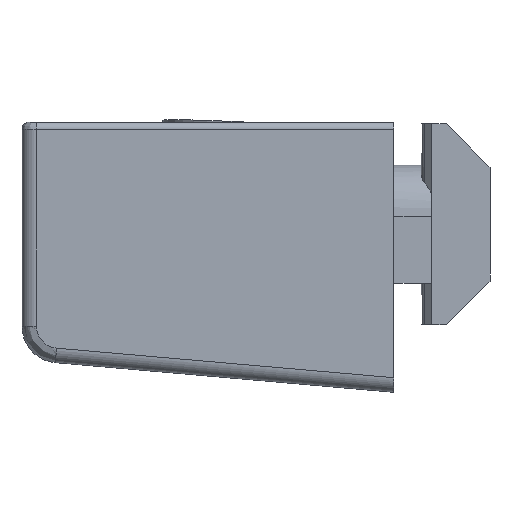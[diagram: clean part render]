
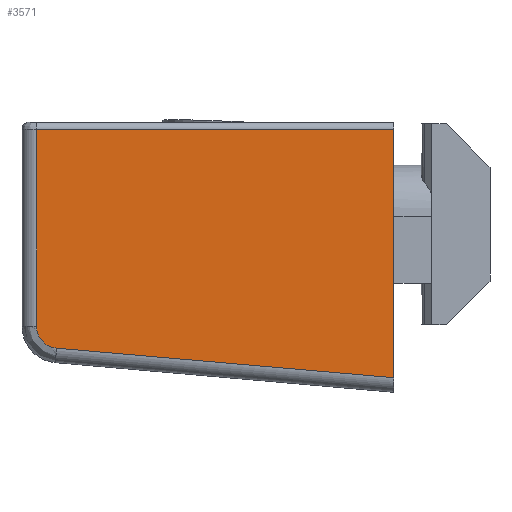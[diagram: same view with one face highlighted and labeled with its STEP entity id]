
A CAD part, left-side view. The second image highlights one B-rep face of the part: STEP entity #3571.
In plain terms, the highlighted planar face has unit normal (-1, 0, 0).
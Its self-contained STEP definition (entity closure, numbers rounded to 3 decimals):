
#41 = EDGE_LOOP ( 'NONE', ( #2683, #1449, #5407, #6262, #6271 ) ) ;
#177 = VECTOR ( 'NONE', #338, 1000. ) ;
#191 = CARTESIAN_POINT ( 'NONE',  ( -18.678, 14.609, 4.872 ) ) ;
#212 = CARTESIAN_POINT ( 'NONE',  ( -18.678, 14.15, 3.787 ) ) ;
#261 = EDGE_CURVE ( 'NONE', #6114, #1646, #4256, .T. ) ;
#264 = CARTESIAN_POINT ( 'NONE',  ( -18.678, 14.609, 18.381 ) ) ;
#338 = DIRECTION ( 'NONE',  ( 0., 0., -1. ) ) ;
#453 = EDGE_CURVE ( 'NONE', #1565, #6114, #3289, .T. ) ;
#506 = VERTEX_POINT ( 'NONE', #4872 ) ;
#573 = VECTOR ( 'NONE', #1276, 1000. ) ;
#601 = EDGE_CURVE ( 'NONE', #1565, #6309, #2472, .T. ) ;
#672 = PLANE ( 'NONE',  #3080 ) ;
#718 = CARTESIAN_POINT ( 'NONE',  ( -18.678, 13.904, 3.598 ) ) ;
#918 = LINE ( 'NONE', #1356, #5904 ) ;
#1035 = CARTESIAN_POINT ( 'NONE',  ( -18.678, 14.609, 4.872 ) ) ;
#1115 = VECTOR ( 'NONE', #1389, 1000. ) ;
#1225 = CARTESIAN_POINT ( 'NONE',  ( -18.678, 13.799, 3.54 ) ) ;
#1276 = DIRECTION ( 'NONE',  ( 0., 1., 0. ) ) ;
#1356 = CARTESIAN_POINT ( 'NONE',  ( -18.678, 13.24, 3.378 ) ) ;
#1389 = DIRECTION ( 'NONE',  ( 0., 0., -1. ) ) ;
#1449 = ORIENTED_EDGE ( 'NONE', *, *, #453, .T. ) ;
#1565 = VERTEX_POINT ( 'NONE', #3443 ) ;
#1646 = VERTEX_POINT ( 'NONE', #1035 ) ;
#1745 = CARTESIAN_POINT ( 'NONE',  ( -18.678, 14.598, 4.648 ) ) ;
#1769 = CARTESIAN_POINT ( 'NONE',  ( -18.678, 13.592, 3.44 ) ) ;
#2253 = CARTESIAN_POINT ( 'NONE',  ( -18.678, 14.544, 4.432 ) ) ;
#2274 = CARTESIAN_POINT ( 'NONE',  ( -18.678, 13.24, 3.378 ) ) ;
#2472 = LINE ( 'NONE', #2917, #1115 ) ;
#2683 = ORIENTED_EDGE ( 'NONE', *, *, #601, .F. ) ;
#2722 = CARTESIAN_POINT ( 'NONE',  ( -18.678, 14.609, -6.119 ) ) ;
#2753 = CARTESIAN_POINT ( 'NONE',  ( -18.678, 14.523, 4.37 ) ) ;
#2769 = FACE_OUTER_BOUND ( 'NONE', #41, .T. ) ;
#2917 = CARTESIAN_POINT ( 'NONE',  ( -18.678, -9.891, -6.119 ) ) ;
#3067 = EDGE_CURVE ( 'NONE', #506, #6309, #918, .T. ) ;
#3080 = AXIS2_PLACEMENT_3D ( 'NONE', #2722, #6320, #3250 ) ;
#3250 = DIRECTION ( 'NONE',  ( 0., 0., 1. ) ) ;
#3254 = CARTESIAN_POINT ( 'NONE',  ( -18.678, 14.609, 4.782 ) ) ;
#3277 = CARTESIAN_POINT ( 'NONE',  ( -18.678, 14.346, 4.002 ) ) ;
#3289 = LINE ( 'NONE', #264, #573 ) ;
#3413 = DIRECTION ( 'NONE',  ( 0., -0.996, -0.087 ) ) ;
#3443 = CARTESIAN_POINT ( 'NONE',  ( -18.678, -9.891, 18.381 ) ) ;
#3502 = B_SPLINE_CURVE_WITH_KNOTS ( 'NONE', 3,
 ( #191, #3254, #1745, #5306, #2253, #5833, #2753, #6346, #3277, #212, #3777, #718, #4309, #1225, #4829, #1769, #5329, #2274 ),
 .UNSPECIFIED., .F., .F.,
 ( 4, 1, 1, 2, 2, 2, 1, 1, 2, 2, 4 ),
 ( 0., 0.125, 0.187, 0.219, 0.25, 0.5, 0.625, 0.687, 0.719, 0.75, 1. ),
 .UNSPECIFIED. ) ;
#3571 = ADVANCED_FACE ( 'NONE', ( #2769 ), #672, .T. ) ;
#3777 = CARTESIAN_POINT ( 'NONE',  ( -18.678, 14.043, 3.691 ) ) ;
#4256 = LINE ( 'NONE', #5428, #177 ) ;
#4309 = CARTESIAN_POINT ( 'NONE',  ( -18.678, 13.841, 3.562 ) ) ;
#4829 = CARTESIAN_POINT ( 'NONE',  ( -18.678, 13.775, 3.528 ) ) ;
#4872 = CARTESIAN_POINT ( 'NONE',  ( -18.678, 13.24, 3.378 ) ) ;
#5293 = CARTESIAN_POINT ( 'NONE',  ( -18.678, 14.609, 18.381 ) ) ;
#5306 = CARTESIAN_POINT ( 'NONE',  ( -18.678, 14.563, 4.496 ) ) ;
#5329 = CARTESIAN_POINT ( 'NONE',  ( -18.678, 13.42, 3.394 ) ) ;
#5407 = ORIENTED_EDGE ( 'NONE', *, *, #261, .T. ) ;
#5428 = CARTESIAN_POINT ( 'NONE',  ( -18.678, 14.609, -6.119 ) ) ;
#5833 = CARTESIAN_POINT ( 'NONE',  ( -18.678, 14.53, 4.389 ) ) ;
#5904 = VECTOR ( 'NONE', #3413, 1000. ) ;
#6114 = VERTEX_POINT ( 'NONE', #5293 ) ;
#6234 = CARTESIAN_POINT ( 'NONE',  ( -18.678, -9.891, 1.354 ) ) ;
#6262 = ORIENTED_EDGE ( 'NONE', *, *, #6418, .T. ) ;
#6271 = ORIENTED_EDGE ( 'NONE', *, *, #3067, .T. ) ;
#6309 = VERTEX_POINT ( 'NONE', #6234 ) ;
#6320 = DIRECTION ( 'NONE',  ( -1., 0., 0. ) ) ;
#6346 = CARTESIAN_POINT ( 'NONE',  ( -18.678, 14.447, 4.165 ) ) ;
#6418 = EDGE_CURVE ( 'NONE', #1646, #506, #3502, .T. ) ;
